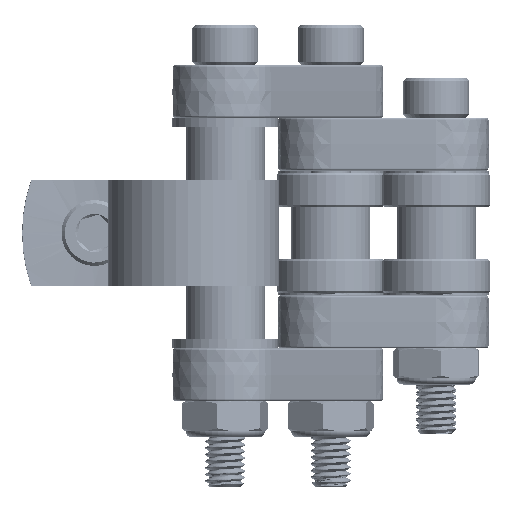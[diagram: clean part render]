
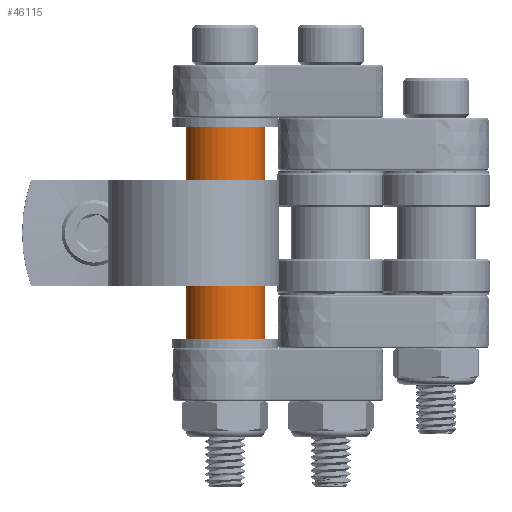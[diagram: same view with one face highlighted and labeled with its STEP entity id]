
A CAD part, left-side view. The second image highlights one B-rep face of the part: STEP entity #46115.
In plain terms, the highlighted cylindrical face has radius 4.763 mm (diameter 9.525 mm), a partial arc.
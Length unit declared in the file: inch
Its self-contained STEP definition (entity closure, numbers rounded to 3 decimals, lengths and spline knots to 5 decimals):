
#783 = FACE_OUTER_BOUND ( 'NONE', #24341, .T. ) ;
#871 = VECTOR ( 'NONE', #45385, 39.37008 ) ;
#1659 = EDGE_CURVE ( 'NONE', #33790, #25641, #54129, .T. ) ;
#4078 = ORIENTED_EDGE ( 'NONE', *, *, #40743, .T. ) ;
#6310 = CARTESIAN_POINT ( 'NONE',  ( 0., 1., 0. ) ) ;
#6477 = AXIS2_PLACEMENT_3D ( 'NONE', #62089, #51590, #39988 ) ;
#9592 = CIRCLE ( 'NONE', #62073, 0.1875 ) ;
#16213 = CARTESIAN_POINT ( 'NONE',  ( 0., 0., -0.1875 ) ) ;
#23888 = CIRCLE ( 'NONE', #39373, 0.1875 ) ;
#24341 = EDGE_LOOP ( 'NONE', ( #53895, #59837, #36791, #4078 ) ) ;
#25641 = VERTEX_POINT ( 'NONE', #43845 ) ;
#27989 = DIRECTION ( 'NONE',  ( 0., 1., 0. ) ) ;
#28728 = DIRECTION ( 'NONE',  ( 0., 0., 1. ) ) ;
#30974 = CARTESIAN_POINT ( 'NONE',  ( 0., 1., 0.1875 ) ) ;
#31507 = CARTESIAN_POINT ( 'NONE',  ( 0., 1., -0.1875 ) ) ;
#33456 = LINE ( 'NONE', #56264, #871 ) ;
#33790 = VERTEX_POINT ( 'NONE', #42684 ) ;
#36791 = ORIENTED_EDGE ( 'NONE', *, *, #58749, .T. ) ;
#38133 = VERTEX_POINT ( 'NONE', #31507 ) ;
#39265 = CYLINDRICAL_SURFACE ( 'NONE', #6477, 0.1875 ) ;
#39373 = AXIS2_PLACEMENT_3D ( 'NONE', #70956, #55243, #66458 ) ;
#39988 = DIRECTION ( 'NONE',  ( 0., 0., -1. ) ) ;
#40743 = EDGE_CURVE ( 'NONE', #71053, #25641, #23888, .T. ) ;
#41971 = EDGE_CURVE ( 'NONE', #38133, #33790, #9592, .T. ) ;
#42684 = CARTESIAN_POINT ( 'NONE',  ( 0., 1., 0.1875 ) ) ;
#43845 = CARTESIAN_POINT ( 'NONE',  ( 0., 0., 0.1875 ) ) ;
#45385 = DIRECTION ( 'NONE',  ( 0., -1., 0. ) ) ;
#46115 = ADVANCED_FACE ( 'NONE', ( #783 ), #39265, .T. ) ;
#51590 = DIRECTION ( 'NONE',  ( 0., -1., 0. ) ) ;
#53895 = ORIENTED_EDGE ( 'NONE', *, *, #1659, .F. ) ;
#54129 = LINE ( 'NONE', #30974, #62002 ) ;
#55243 = DIRECTION ( 'NONE',  ( 0., 1., 0. ) ) ;
#56264 = CARTESIAN_POINT ( 'NONE',  ( 0., 1., -0.1875 ) ) ;
#58749 = EDGE_CURVE ( 'NONE', #38133, #71053, #33456, .T. ) ;
#59837 = ORIENTED_EDGE ( 'NONE', *, *, #41971, .F. ) ;
#60467 = DIRECTION ( 'NONE',  ( 0., -1., 0. ) ) ;
#62002 = VECTOR ( 'NONE', #60467, 39.37008 ) ;
#62073 = AXIS2_PLACEMENT_3D ( 'NONE', #6310, #27989, #28728 ) ;
#62089 = CARTESIAN_POINT ( 'NONE',  ( 0., 1., 0. ) ) ;
#66458 = DIRECTION ( 'NONE',  ( 0., 0., 1. ) ) ;
#70956 = CARTESIAN_POINT ( 'NONE',  ( 0., 0., 0. ) ) ;
#71053 = VERTEX_POINT ( 'NONE', #16213 ) ;
